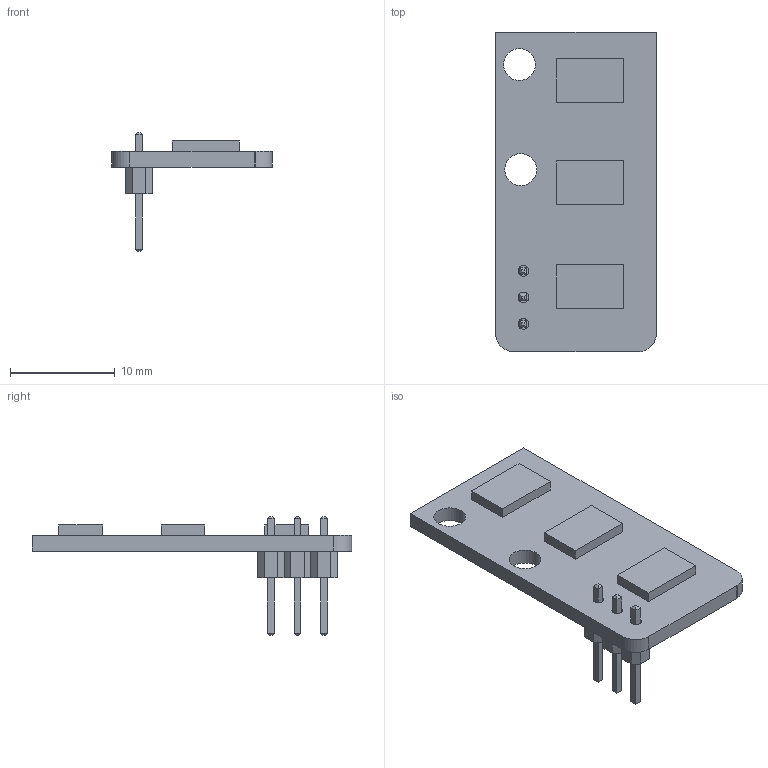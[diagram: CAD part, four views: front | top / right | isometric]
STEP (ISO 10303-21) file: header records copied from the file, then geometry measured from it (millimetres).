
FILE_DESCRIPTION(/* description */ (''),/* implementation_level */ '2;1');
FILE_NAME(/* name */ 'untitled v2.step',/* time_stamp */ '2020-10-30T11:59:43-07:00',/* author */ (''),/* organization */ (''),/* preprocessor_version */ 'ST-DEVELOPER v18.1',/* originating_system */ 'Autodesk Translation Framework v9.3.0.1241',/* authorisation */ '');
FILE_SCHEMA (('AUTOMOTIVE_DESIGN { 1 0 10303 214 3 1 1 }'));
Length unit declared in the file: millimetre
Products named in the file (5): untitled; Board; Packages; WS2812B; 1X03
Assembly tree (6 placements, depth 3):
  untitled
    Board
    Packages
      WS2812B  x3
      1X03
Bounding box: 15.36 x 30.49 x 11.34 mm (x, y, z)
Volume: 809.3 mm3; surface area: 1455.9 mm2
Topology: 5 solids, 5 shells, 108 faces, 252 edges, 160 vertices
Faces by surface type: plane 101, cylinder 7
Full cylindrical faces by diameter (mm): 1.016 x3, 3.048 x2
Entity records: 2989 total; most frequent: CARTESIAN_POINT 480, DIRECTION 458, ORIENTED_EDGE 456, EDGE_CURVE 228, LINE 214, VECTOR 214, VERTEX_POINT 144, AXIS2_PLACEMENT_3D 122
